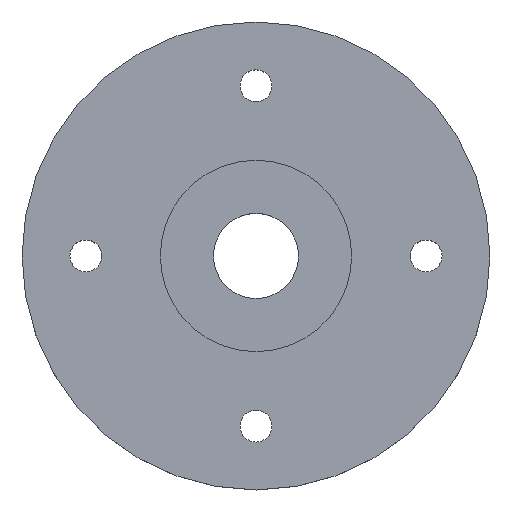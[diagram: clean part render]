
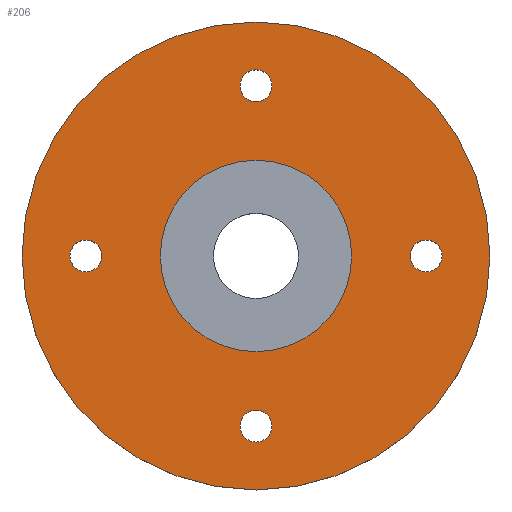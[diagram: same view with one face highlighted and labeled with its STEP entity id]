
A CAD part, top view. The second image highlights one B-rep face of the part: STEP entity #206.
In plain terms, the highlighted planar face has unit normal (0, 0, 1).
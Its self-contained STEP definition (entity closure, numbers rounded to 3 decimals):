
#22=FACE_BOUND('',#62,.T.);
#23=FACE_BOUND('',#63,.T.);
#24=FACE_BOUND('',#64,.T.);
#25=FACE_BOUND('',#65,.T.);
#26=FACE_BOUND('',#66,.T.);
#30=PLANE('',#254);
#42=FACE_OUTER_BOUND('',#61,.T.);
#61=EDGE_LOOP('',(#181));
#62=EDGE_LOOP('',(#182));
#63=EDGE_LOOP('',(#183));
#64=EDGE_LOOP('',(#184));
#65=EDGE_LOOP('',(#185));
#66=EDGE_LOOP('',(#186));
#84=CIRCLE('',#229,0.75);
#86=CIRCLE('',#232,0.75);
#88=CIRCLE('',#235,0.75);
#90=CIRCLE('',#238,0.75);
#96=CIRCLE('',#248,4.5);
#97=CIRCLE('',#251,11.);
#100=VERTEX_POINT('',#325);
#102=VERTEX_POINT('',#331);
#104=VERTEX_POINT('',#337);
#106=VERTEX_POINT('',#343);
#112=VERTEX_POINT('',#362);
#113=VERTEX_POINT('',#367);
#117=EDGE_CURVE('',#100,#100,#84,.T.);
#120=EDGE_CURVE('',#102,#102,#86,.T.);
#123=EDGE_CURVE('',#104,#104,#88,.T.);
#126=EDGE_CURVE('',#106,#106,#90,.T.);
#135=EDGE_CURVE('',#112,#112,#96,.T.);
#136=EDGE_CURVE('',#113,#113,#97,.T.);
#181=ORIENTED_EDGE('',*,*,#136,.T.);
#182=ORIENTED_EDGE('',*,*,#117,.T.);
#183=ORIENTED_EDGE('',*,*,#120,.T.);
#184=ORIENTED_EDGE('',*,*,#123,.T.);
#185=ORIENTED_EDGE('',*,*,#126,.T.);
#186=ORIENTED_EDGE('',*,*,#135,.T.);
#206=ADVANCED_FACE('',(#42,#22,#23,#24,#25,#26),#30,.T.);
#229=AXIS2_PLACEMENT_3D('',#327,#262,#263);
#232=AXIS2_PLACEMENT_3D('',#333,#269,#270);
#235=AXIS2_PLACEMENT_3D('',#339,#276,#277);
#238=AXIS2_PLACEMENT_3D('',#345,#283,#284);
#248=AXIS2_PLACEMENT_3D('',#364,#306,#307);
#251=AXIS2_PLACEMENT_3D('',#368,#312,#313);
#254=AXIS2_PLACEMENT_3D('',#373,#319,#320);
#262=DIRECTION('center_axis',(0.,0.,-1.));
#263=DIRECTION('ref_axis',(1.,0.,0.));
#269=DIRECTION('center_axis',(0.,0.,-1.));
#270=DIRECTION('ref_axis',(1.,0.,0.));
#276=DIRECTION('center_axis',(0.,0.,-1.));
#277=DIRECTION('ref_axis',(1.,0.,0.));
#283=DIRECTION('center_axis',(0.,0.,-1.));
#284=DIRECTION('ref_axis',(1.,0.,0.));
#306=DIRECTION('center_axis',(0.,0.,-1.));
#307=DIRECTION('ref_axis',(-1.,0.,0.));
#312=DIRECTION('center_axis',(0.,0.,1.));
#313=DIRECTION('ref_axis',(-1.,0.,0.));
#319=DIRECTION('center_axis',(0.,0.,1.));
#320=DIRECTION('ref_axis',(1.,0.,0.));
#325=CARTESIAN_POINT('',(7.25,0.,2.));
#327=CARTESIAN_POINT('Origin',(8.,0.,2.));
#331=CARTESIAN_POINT('',(-0.75,-8.,2.));
#333=CARTESIAN_POINT('Origin',(0.,-8.,2.));
#337=CARTESIAN_POINT('',(-8.75,0.,2.));
#339=CARTESIAN_POINT('Origin',(-8.,0.,2.));
#343=CARTESIAN_POINT('',(-0.75,8.,2.));
#345=CARTESIAN_POINT('Origin',(0.,8.,2.));
#362=CARTESIAN_POINT('',(4.5,0.,2.));
#364=CARTESIAN_POINT('Origin',(0.,0.,2.));
#367=CARTESIAN_POINT('',(11.,0.,2.));
#368=CARTESIAN_POINT('Origin',(0.,0.,2.));
#373=CARTESIAN_POINT('Origin',(0.,0.,2.));
